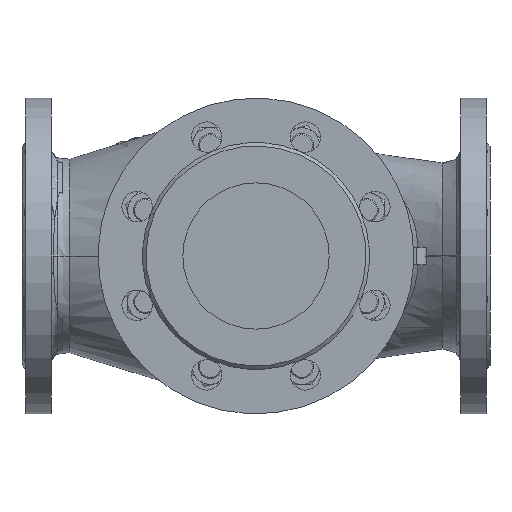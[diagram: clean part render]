
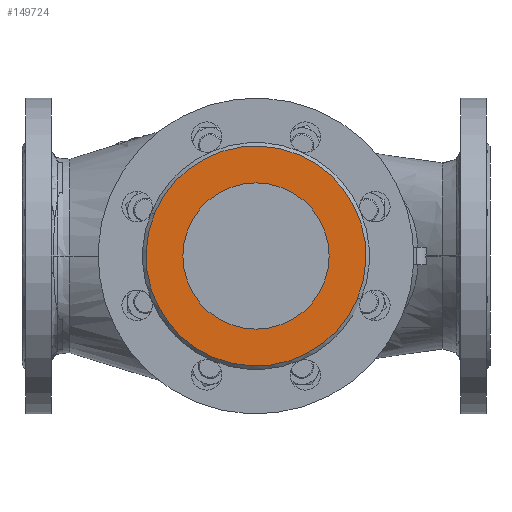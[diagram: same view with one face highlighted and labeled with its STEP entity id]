
A CAD part, front view. The second image highlights one B-rep face of the part: STEP entity #149724.
In plain terms, the highlighted planar face has unit normal (0, -1, 0).
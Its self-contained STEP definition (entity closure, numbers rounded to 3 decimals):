
#4840 = VERTEX_POINT ( 'NONE', #8992 ) ;
#6593 = PLANE ( 'NONE',  #67016 ) ;
#6683 = CARTESIAN_POINT ( 'NONE',  ( 86.845, -260., -35.972 ) ) ;
#7034 = CARTESIAN_POINT ( 'NONE',  ( 0., -260., 0. ) ) ;
#8628 = CIRCLE ( 'NONE', #46342, 94. ) ;
#8992 = CARTESIAN_POINT ( 'NONE',  ( 0., -260., -62.5 ) ) ;
#9516 = CIRCLE ( 'NONE', #140807, 62.5 ) ;
#21051 = DIRECTION ( 'NONE',  ( -0.924, 0., 0.383 ) ) ;
#21489 = DIRECTION ( 'NONE',  ( 0., 0., -1. ) ) ;
#22787 = ORIENTED_EDGE ( 'NONE', *, *, #51023, .F. ) ;
#29375 = CARTESIAN_POINT ( 'NONE',  ( 0., -260., 0. ) ) ;
#29542 = DIRECTION ( 'NONE',  ( 0., -1., 0. ) ) ;
#34508 = ORIENTED_EDGE ( 'NONE', *, *, #76564, .F. ) ;
#39434 = CARTESIAN_POINT ( 'NONE',  ( 0., -260., 62.5 ) ) ;
#43837 = DIRECTION ( 'NONE',  ( -0.924, 0., 0.383 ) ) ;
#46342 = AXIS2_PLACEMENT_3D ( 'NONE', #29375, #129697, #43837 ) ;
#49325 = DIRECTION ( 'NONE',  ( 0., 1., 0. ) ) ;
#51023 = EDGE_CURVE ( 'NONE', #158842, #4840, #72546, .T. ) ;
#56512 = EDGE_CURVE ( 'NONE', #4840, #158842, #9516, .T. ) ;
#67016 = AXIS2_PLACEMENT_3D ( 'NONE', #178318, #106340, #21051 ) ;
#72546 = CIRCLE ( 'NONE', #141902, 62.5 ) ;
#75681 = ORIENTED_EDGE ( 'NONE', *, *, #56512, .F. ) ;
#76564 = EDGE_CURVE ( 'NONE', #126791, #79890, #82867, .T. ) ;
#78901 = EDGE_CURVE ( 'NONE', #79890, #126791, #8628, .T. ) ;
#79890 = VERTEX_POINT ( 'NONE', #6683 ) ;
#82357 = AXIS2_PLACEMENT_3D ( 'NONE', #135169, #49325, #149552 ) ;
#82867 = CIRCLE ( 'NONE', #82357, 94. ) ;
#85072 = FACE_BOUND ( 'NONE', #181499, .T. ) ;
#91019 = CARTESIAN_POINT ( 'NONE',  ( -86.845, -260., 35.972 ) ) ;
#106340 = DIRECTION ( 'NONE',  ( 0., 1., 0. ) ) ;
#107394 = DIRECTION ( 'NONE',  ( 0., -1., 0. ) ) ;
#115419 = CARTESIAN_POINT ( 'NONE',  ( 0., -260., 0. ) ) ;
#126791 = VERTEX_POINT ( 'NONE', #91019 ) ;
#127696 = FACE_OUTER_BOUND ( 'NONE', #185527, .T. ) ;
#129697 = DIRECTION ( 'NONE',  ( 0., 1., 0. ) ) ;
#129869 = DIRECTION ( 'NONE',  ( 0., 0., -1. ) ) ;
#135169 = CARTESIAN_POINT ( 'NONE',  ( 0., -260., 0. ) ) ;
#136730 = ORIENTED_EDGE ( 'NONE', *, *, #78901, .F. ) ;
#140807 = AXIS2_PLACEMENT_3D ( 'NONE', #7034, #107394, #21489 ) ;
#141902 = AXIS2_PLACEMENT_3D ( 'NONE', #115419, #29542, #129869 ) ;
#149552 = DIRECTION ( 'NONE',  ( -0.924, 0., 0.383 ) ) ;
#149724 = ADVANCED_FACE ( 'NONE', ( #85072, #127696 ), #6593, .F. ) ;
#158842 = VERTEX_POINT ( 'NONE', #39434 ) ;
#178318 = CARTESIAN_POINT ( 'NONE',  ( 23.918, -260., 57.742 ) ) ;
#181499 = EDGE_LOOP ( 'NONE', ( #75681, #22787 ) ) ;
#185527 = EDGE_LOOP ( 'NONE', ( #34508, #136730 ) ) ;
